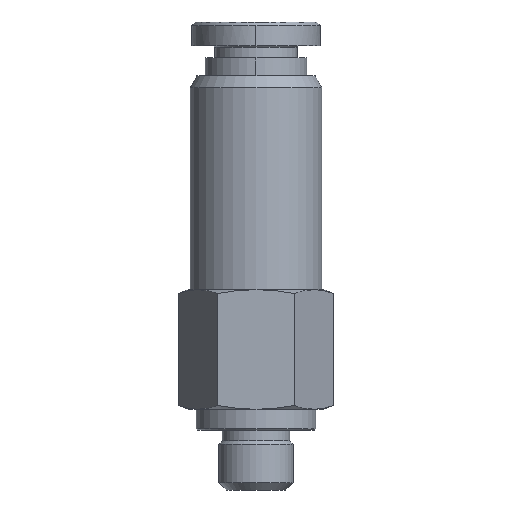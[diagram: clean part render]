
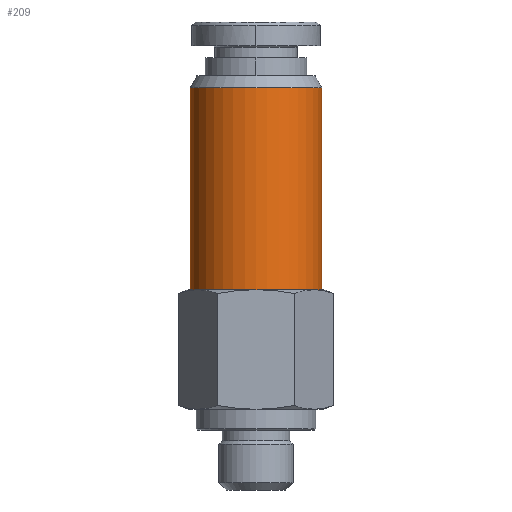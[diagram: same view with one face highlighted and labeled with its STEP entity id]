
A CAD part, left-side view. The second image highlights one B-rep face of the part: STEP entity #209.
In plain terms, the highlighted cylindrical face has radius 4.4 mm (diameter 8.8 mm), a partial arc.
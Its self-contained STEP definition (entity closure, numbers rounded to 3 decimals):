
#143=CARTESIAN_POINT('',(15.086,-13.176,0.0));
#144=VERTEX_POINT('',#143);
#160=CARTESIAN_POINT('',(23.886,-13.176,0.));
#161=VERTEX_POINT('',#160);
#168=CARTESIAN_POINT('',(19.486,-13.176,0.0));
#169=DIRECTION('',(0.0,1.0,0.0));
#170=DIRECTION('',(-1.0,0.0,0.0));
#171=AXIS2_PLACEMENT_3D('',#168,#169,#170);
#172=CIRCLE('',#171,4.4);
#173=EDGE_CURVE('',#161,#144,#172,.T.);
#178=CARTESIAN_POINT('',(19.486,-24.626,0.0));
#179=DIRECTION('',(0.0,1.0,0.0));
#180=DIRECTION('',(-1.0,0.0,0.0));
#181=AXIS2_PLACEMENT_3D('',#178,#179,#180);
#182=CYLINDRICAL_SURFACE('',#181,4.4);
#183=CARTESIAN_POINT('',(15.086,-26.676,0.0));
#184=VERTEX_POINT('',#183);
#185=CARTESIAN_POINT('',(15.086,-13.176,0.0));
#186=DIRECTION('',(0.0,-1.0,0.0));
#187=VECTOR('',#186,13.5);
#188=LINE('',#185,#187);
#189=EDGE_CURVE('',#144,#184,#188,.T.);
#190=ORIENTED_EDGE('',*,*,#189,.F.);
#191=ORIENTED_EDGE('',*,*,#173,.F.);
#192=CARTESIAN_POINT('',(23.886,-26.676,0.));
#193=VERTEX_POINT('',#192);
#194=CARTESIAN_POINT('',(23.886,-13.176,0.));
#195=DIRECTION('',(0.0,-1.0,0.0));
#196=VECTOR('',#195,13.5);
#197=LINE('',#194,#196);
#198=EDGE_CURVE('',#161,#193,#197,.T.);
#199=ORIENTED_EDGE('',*,*,#198,.T.);
#200=CARTESIAN_POINT('',(19.486,-26.676,0.0));
#201=DIRECTION('',(0.0,1.0,0.0));
#202=DIRECTION('',(-1.0,0.0,0.0));
#203=AXIS2_PLACEMENT_3D('',#200,#201,#202);
#204=CIRCLE('',#203,4.4);
#205=EDGE_CURVE('',#193,#184,#204,.T.);
#206=ORIENTED_EDGE('',*,*,#205,.T.);
#207=EDGE_LOOP('',(#190,#191,#199,#206));
#208=FACE_OUTER_BOUND('',#207,.T.);
#209=ADVANCED_FACE('',(#208),#182,.T.);
